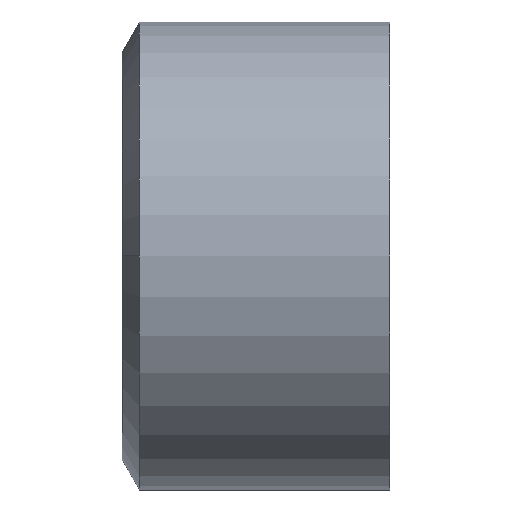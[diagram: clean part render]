
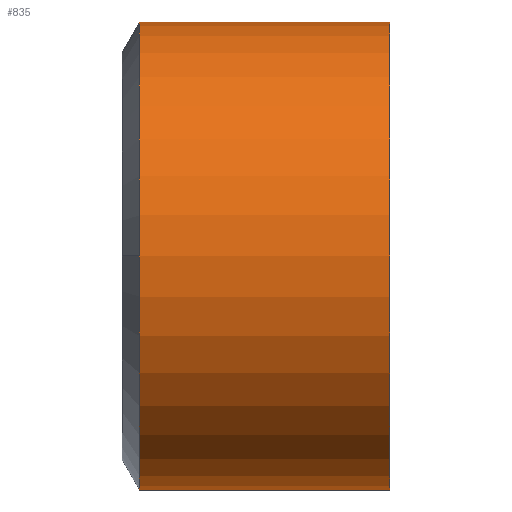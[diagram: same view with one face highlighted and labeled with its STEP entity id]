
A CAD part, left-side view. The second image highlights one B-rep face of the part: STEP entity #835.
In plain terms, the highlighted cylindrical face has radius 27 mm (diameter 54 mm), a partial arc.
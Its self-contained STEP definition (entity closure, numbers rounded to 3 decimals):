
#3 = AXIS2_PLACEMENT_3D ( 'NONE', #82, #177, #822 ) ;
#61 = CARTESIAN_POINT ( 'NONE',  ( 0., 28.9, -27. ) ) ;
#82 = CARTESIAN_POINT ( 'NONE',  ( 0., 28.9, 0. ) ) ;
#149 = VERTEX_POINT ( 'NONE', #1082 ) ;
#165 = VECTOR ( 'NONE', #1019, 1000. ) ;
#168 = DIRECTION ( 'NONE',  ( 0., 0., -1. ) ) ;
#170 = EDGE_CURVE ( 'NONE', #634, #149, #1155, .T. ) ;
#172 = CARTESIAN_POINT ( 'NONE',  ( 0., 0., -27. ) ) ;
#177 = DIRECTION ( 'NONE',  ( 0., -1., 0. ) ) ;
#232 = AXIS2_PLACEMENT_3D ( 'NONE', #253, #435, #168 ) ;
#253 = CARTESIAN_POINT ( 'NONE',  ( 0., 0., 0. ) ) ;
#260 = ORIENTED_EDGE ( 'NONE', *, *, #170, .F. ) ;
#269 = DIRECTION ( 'NONE',  ( 0., 0., -1. ) ) ;
#274 = VERTEX_POINT ( 'NONE', #61 ) ;
#351 = CIRCLE ( 'NONE', #679, 27. ) ;
#377 = EDGE_CURVE ( 'NONE', #456, #274, #351, .T. ) ;
#425 = EDGE_CURVE ( 'NONE', #274, #556, #715, .T. ) ;
#435 = DIRECTION ( 'NONE',  ( 0., -1., 0. ) ) ;
#439 = EDGE_CURVE ( 'NONE', #634, #456, #844, .T. ) ;
#456 = VERTEX_POINT ( 'NONE', #638 ) ;
#547 = DIRECTION ( 'NONE',  ( 0., -1., 0. ) ) ;
#549 = DIRECTION ( 'NONE',  ( 0., 1., 0. ) ) ;
#553 = DIRECTION ( 'NONE',  ( 0., 0., -1. ) ) ;
#556 = VERTEX_POINT ( 'NONE', #562 ) ;
#562 = CARTESIAN_POINT ( 'NONE',  ( 0., 0., -27. ) ) ;
#634 = VERTEX_POINT ( 'NONE', #871 ) ;
#638 = CARTESIAN_POINT ( 'NONE',  ( -27., 28.9, 0. ) ) ;
#679 = AXIS2_PLACEMENT_3D ( 'NONE', #820, #547, #269 ) ;
#692 = AXIS2_PLACEMENT_3D ( 'NONE', #739, #549, #553 ) ;
#715 = LINE ( 'NONE', #172, #165 ) ;
#739 = CARTESIAN_POINT ( 'NONE',  ( 0., 0., 0. ) ) ;
#740 = CIRCLE ( 'NONE', #692, 27. ) ;
#820 = CARTESIAN_POINT ( 'NONE',  ( 0., 28.9, 0. ) ) ;
#822 = DIRECTION ( 'NONE',  ( 0., 0., -1. ) ) ;
#835 = ADVANCED_FACE ( 'NONE', ( #995 ), #843, .T. ) ;
#843 = CYLINDRICAL_SURFACE ( 'NONE', #232, 27. ) ;
#844 = CIRCLE ( 'NONE', #3, 27. ) ;
#869 = CARTESIAN_POINT ( 'NONE',  ( 0., 0., 27. ) ) ;
#871 = CARTESIAN_POINT ( 'NONE',  ( 0., 28.9, 27. ) ) ;
#876 = ORIENTED_EDGE ( 'NONE', *, *, #439, .T. ) ;
#880 = EDGE_LOOP ( 'NONE', ( #260, #876, #1132, #892, #984 ) ) ;
#892 = ORIENTED_EDGE ( 'NONE', *, *, #425, .T. ) ;
#984 = ORIENTED_EDGE ( 'NONE', *, *, #994, .T. ) ;
#994 = EDGE_CURVE ( 'NONE', #556, #149, #740, .T. ) ;
#995 = FACE_OUTER_BOUND ( 'NONE', #880, .T. ) ;
#1006 = VECTOR ( 'NONE', #1160, 1000. ) ;
#1019 = DIRECTION ( 'NONE',  ( 0., -1., 0. ) ) ;
#1082 = CARTESIAN_POINT ( 'NONE',  ( 0., 0., 27. ) ) ;
#1132 = ORIENTED_EDGE ( 'NONE', *, *, #377, .T. ) ;
#1155 = LINE ( 'NONE', #869, #1006 ) ;
#1160 = DIRECTION ( 'NONE',  ( 0., -1., 0. ) ) ;
